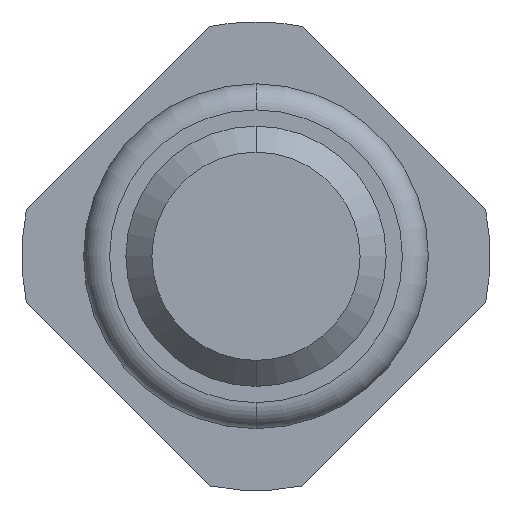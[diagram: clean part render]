
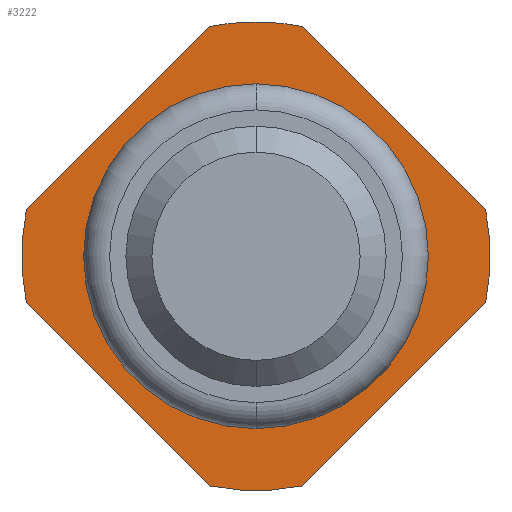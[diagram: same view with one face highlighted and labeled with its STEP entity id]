
A CAD part, front view. The second image highlights one B-rep face of the part: STEP entity #3222.
In plain terms, the highlighted planar face has unit normal (0, -1, 0).
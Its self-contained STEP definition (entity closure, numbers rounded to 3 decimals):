
#70 = DIRECTION ( 'NONE',  ( 0., 1., 0. ) ) ;
#173 = VERTEX_POINT ( 'NONE', #288 ) ;
#250 = CARTESIAN_POINT ( 'NONE',  ( 0.357, -2., -1.764 ) ) ;
#281 = DIRECTION ( 'NONE',  ( 0., 0., 1. ) ) ;
#288 = CARTESIAN_POINT ( 'NONE',  ( 0., -2., -1.325 ) ) ;
#377 = CARTESIAN_POINT ( 'NONE',  ( -0.161, -2., -1.961 ) ) ;
#445 = VERTEX_POINT ( 'NONE', #2302 ) ;
#507 = CARTESIAN_POINT ( 'NONE',  ( 0., -2., 0. ) ) ;
#570 = VERTEX_POINT ( 'NONE', #1633 ) ;
#600 = CARTESIAN_POINT ( 'NONE',  ( 1.764, -2., -0.357 ) ) ;
#647 = LINE ( 'NONE', #377, #1649 ) ;
#660 = CARTESIAN_POINT ( 'NONE',  ( -1.764, -2., -0.357 ) ) ;
#663 = AXIS2_PLACEMENT_3D ( 'NONE', #2284, #4505, #1530 ) ;
#665 = CARTESIAN_POINT ( 'NONE',  ( 0.357, -2., 1.764 ) ) ;
#671 = CARTESIAN_POINT ( 'NONE',  ( 0., -2., 0. ) ) ;
#688 = ORIENTED_EDGE ( 'NONE', *, *, #2393, .F. ) ;
#745 = EDGE_CURVE ( 'Defeature ausgef�hrt3_16+Defeature ausgef�hrt3_1+Defeature ausgef�hrt3_2+Defeature ausgef�hrt3_5', #3851, #3402, #4086, .T. ) ;
#898 = ORIENTED_EDGE ( 'NONE', *, *, #1690, .F. ) ;
#983 = DIRECTION ( 'NONE',  ( 0.707, 0., -0.707 ) ) ;
#998 = EDGE_CURVE ( 'Defeature ausgef�hrt3_5+Defeature ausgef�hrt3_1+Defeature ausgef�hrt3_16+Defeature ausgef�hrt3_17', #3402, #1928, #3055, .T. ) ;
#1030 = ORIENTED_EDGE ( 'NONE', *, *, #998, .F. ) ;
#1141 = VECTOR ( 'NONE', #4580, 1000. ) ;
#1228 = CARTESIAN_POINT ( 'NONE',  ( -0.357, -2., -1.764 ) ) ;
#1239 = ORIENTED_EDGE ( 'NONE', *, *, #2657, .T. ) ;
#1266 = CARTESIAN_POINT ( 'NONE',  ( -0.161, -2., 1.961 ) ) ;
#1344 = VERTEX_POINT ( 'NONE', #3729 ) ;
#1430 = EDGE_LOOP ( 'NONE', ( #1239, #2036 ) ) ;
#1530 = DIRECTION ( 'NONE',  ( 0., 0., 1. ) ) ;
#1536 = CARTESIAN_POINT ( 'NONE',  ( 0., -2., 0. ) ) ;
#1540 = CARTESIAN_POINT ( 'NONE',  ( 1.8, -2., 0. ) ) ;
#1563 = AXIS2_PLACEMENT_3D ( 'NONE', #1536, #70, #4112 ) ;
#1591 = DIRECTION ( 'NONE',  ( 0., 1., 0. ) ) ;
#1595 = CIRCLE ( 'NONE', #663, 1.325 ) ;
#1611 = DIRECTION ( 'NONE',  ( 0., 0., 1. ) ) ;
#1633 = CARTESIAN_POINT ( 'NONE',  ( -0.357, -2., 1.764 ) ) ;
#1649 = VECTOR ( 'NONE', #4090, 1000. ) ;
#1669 = VERTEX_POINT ( 'NONE', #660 ) ;
#1690 = EDGE_CURVE ( 'Defeature ausgef�hrt3_17+Defeature ausgef�hrt3_1+Defeature ausgef�hrt3_5+Defeature ausgef�hrt3_4', #1928, #1669, #647, .T. ) ;
#1707 = FACE_OUTER_BOUND ( 'NONE', #3620, .T. ) ;
#1764 = CARTESIAN_POINT ( 'NONE',  ( 0., -2., 0. ) ) ;
#1826 = AXIS2_PLACEMENT_3D ( 'NONE', #1540, #4117, #1611 ) ;
#1928 = VERTEX_POINT ( 'NONE', #1228 ) ;
#2036 = ORIENTED_EDGE ( 'NONE', *, *, #3702, .T. ) ;
#2038 = CARTESIAN_POINT ( 'NONE',  ( 0., -2., 1.325 ) ) ;
#2062 = EDGE_CURVE ( 'Defeature ausgef�hrt3_2+Defeature ausgef�hrt3_1+Defeature ausgef�hrt3_19+Defeature ausgef�hrt3_16', #3861, #3851, #2722, .T. ) ;
#2084 = VERTEX_POINT ( 'NONE', #665 ) ;
#2163 = VECTOR ( 'NONE', #983, 1000. ) ;
#2240 = AXIS2_PLACEMENT_3D ( 'NONE', #1764, #4348, #281 ) ;
#2284 = CARTESIAN_POINT ( 'NONE',  ( 0., -2., 0. ) ) ;
#2296 = ORIENTED_EDGE ( 'NONE', *, *, #2062, .F. ) ;
#2302 = CARTESIAN_POINT ( 'NONE',  ( -1.764, -2., 0.357 ) ) ;
#2333 = AXIS2_PLACEMENT_3D ( 'NONE', #3613, #4397, #3257 ) ;
#2372 = DIRECTION ( 'NONE',  ( 0., 0., 1. ) ) ;
#2393 = EDGE_CURVE ( 'Defeature ausgef�hrt3_3+Defeature ausgef�hrt3_1+Defeature ausgef�hrt3_18+Defeature ausgef�hrt3_19', #1344, #2084, #3847, .T. ) ;
#2484 = DIRECTION ( 'NONE',  ( -0.707, 0., -0.707 ) ) ;
#2520 = LINE ( 'NONE', #1266, #1141 ) ;
#2650 = CARTESIAN_POINT ( 'NONE',  ( 0., -2., 0. ) ) ;
#2657 = EDGE_CURVE ( 'Defeature ausgef�hrt3_1+Defeature ausgef�hrt3_13+Defeature ausgef�hrt3_13+Defeature ausgef�hrt3_13', #2884, #173, #1595, .T. ) ;
#2722 = CIRCLE ( 'NONE', #2333, 1.8 ) ;
#2748 = ORIENTED_EDGE ( 'NONE', *, *, #3696, .F. ) ;
#2884 = VERTEX_POINT ( 'NONE', #2038 ) ;
#3018 = AXIS2_PLACEMENT_3D ( 'NONE', #2650, #1591, #3379 ) ;
#3055 = CIRCLE ( 'NONE', #4015, 1.8 ) ;
#3086 = ORIENTED_EDGE ( 'NONE', *, *, #745, .F. ) ;
#3092 = PLANE ( 'NONE',  #1826 ) ;
#3222 = ADVANCED_FACE ( 'Defeature ausgef�hrt3_1', ( #4533, #1707 ), #3092, .F. ) ;
#3235 = ORIENTED_EDGE ( 'NONE', *, *, #3433, .F. ) ;
#3257 = DIRECTION ( 'NONE',  ( 0., 0., 1. ) ) ;
#3269 = CIRCLE ( 'NONE', #2240, 1.8 ) ;
#3280 = DIRECTION ( 'NONE',  ( 0., 0., 1. ) ) ;
#3379 = DIRECTION ( 'NONE',  ( 0., 0., 1. ) ) ;
#3402 = VERTEX_POINT ( 'NONE', #250 ) ;
#3433 = EDGE_CURVE ( 'Defeature ausgef�hrt3_4+Defeature ausgef�hrt3_1+Defeature ausgef�hrt3_17+Defeature ausgef�hrt3_18', #1669, #445, #3269, .T. ) ;
#3561 = CIRCLE ( 'NONE', #3018, 1.8 ) ;
#3604 = CARTESIAN_POINT ( 'NONE',  ( 1.961, -2., -0.161 ) ) ;
#3613 = CARTESIAN_POINT ( 'NONE',  ( 0., -2., 0. ) ) ;
#3620 = EDGE_LOOP ( 'NONE', ( #4241, #688, #2748, #4322, #3235, #898, #1030, #3086, #2296 ) ) ;
#3696 = EDGE_CURVE ( 'Defeature ausgef�hrt3_3+Defeature ausgef�hrt3_1+Defeature ausgef�hrt3_18+Defeature ausgef�hrt3_19', #570, #1344, #3561, .T. ) ;
#3702 = EDGE_CURVE ( 'Defeature ausgef�hrt3_1+Defeature ausgef�hrt3_13+Defeature ausgef�hrt3_13+Defeature ausgef�hrt3_13', #173, #2884, #3843, .T. ) ;
#3729 = CARTESIAN_POINT ( 'NONE',  ( 0., -2., 1.8 ) ) ;
#3843 = CIRCLE ( 'NONE', #1563, 1.325 ) ;
#3847 = CIRCLE ( 'NONE', #4642, 1.8 ) ;
#3848 = DIRECTION ( 'NONE',  ( 0., 1., 0. ) ) ;
#3851 = VERTEX_POINT ( 'NONE', #600 ) ;
#3852 = EDGE_CURVE ( 'Defeature ausgef�hrt3_19+Defeature ausgef�hrt3_1+Defeature ausgef�hrt3_3+Defeature ausgef�hrt3_2', #2084, #3861, #4300, .T. ) ;
#3861 = VERTEX_POINT ( 'NONE', #4266 ) ;
#3954 = CARTESIAN_POINT ( 'NONE',  ( 1.961, -2., 0.161 ) ) ;
#4015 = AXIS2_PLACEMENT_3D ( 'NONE', #671, #4781, #3280 ) ;
#4086 = LINE ( 'NONE', #3604, #4600 ) ;
#4090 = DIRECTION ( 'NONE',  ( -0.707, 0., 0.707 ) ) ;
#4112 = DIRECTION ( 'NONE',  ( 0., 0., 1. ) ) ;
#4117 = DIRECTION ( 'NONE',  ( 0., 1., 0. ) ) ;
#4189 = EDGE_CURVE ( 'Defeature ausgef�hrt3_18+Defeature ausgef�hrt3_1+Defeature ausgef�hrt3_4+Defeature ausgef�hrt3_3', #445, #570, #2520, .T. ) ;
#4241 = ORIENTED_EDGE ( 'NONE', *, *, #3852, .F. ) ;
#4266 = CARTESIAN_POINT ( 'NONE',  ( 1.764, -2., 0.357 ) ) ;
#4300 = LINE ( 'NONE', #3954, #2163 ) ;
#4322 = ORIENTED_EDGE ( 'NONE', *, *, #4189, .F. ) ;
#4348 = DIRECTION ( 'NONE',  ( 0., 1., 0. ) ) ;
#4397 = DIRECTION ( 'NONE',  ( 0., 1., 0. ) ) ;
#4505 = DIRECTION ( 'NONE',  ( 0., 1., 0. ) ) ;
#4533 = FACE_BOUND ( 'NONE', #1430, .T. ) ;
#4580 = DIRECTION ( 'NONE',  ( 0.707, 0., 0.707 ) ) ;
#4600 = VECTOR ( 'NONE', #2484, 1000. ) ;
#4642 = AXIS2_PLACEMENT_3D ( 'NONE', #507, #3848, #2372 ) ;
#4781 = DIRECTION ( 'NONE',  ( 0., 1., 0. ) ) ;
